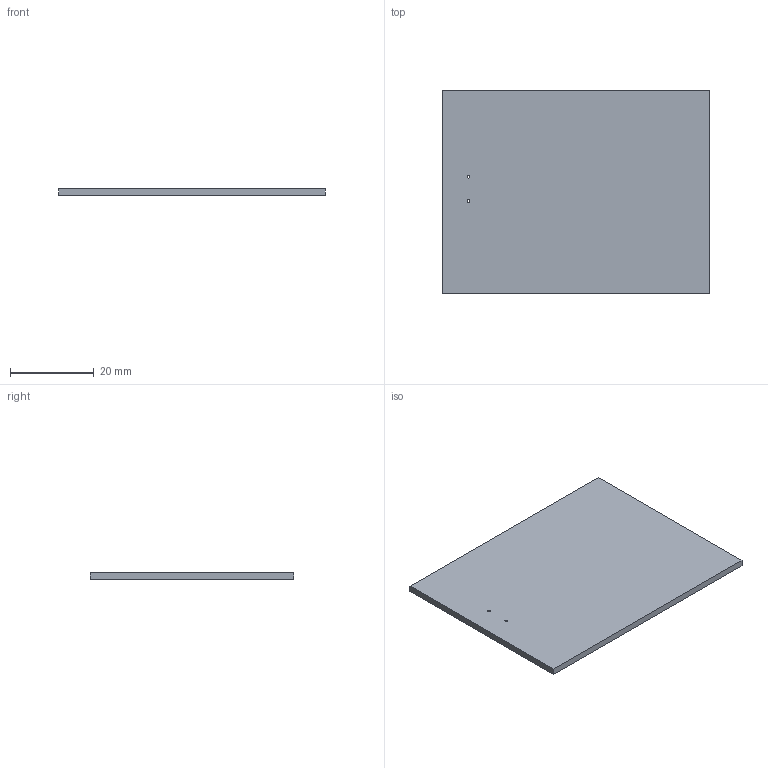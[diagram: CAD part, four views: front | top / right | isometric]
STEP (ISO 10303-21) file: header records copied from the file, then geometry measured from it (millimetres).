
FILE_DESCRIPTION(('KiCad electronic assembly'),'2;1');
FILE_NAME('playpen-hw.step','2024-08-11T17:40:54',('Pcbnew'),('Kicad'), 'Open CASCADE STEP processor 7.8','KiCad to STEP converter','Unknown' );
FILE_SCHEMA(('AUTOMOTIVE_DESIGN { 1 0 10303 214 1 1 1 1 }'));
Length unit declared in the file: millimetre
Products named in the file (2): playpen-hw 1; playpen-hw_PCB
Assembly tree (1 placements, depth 2):
  playpen-hw 1
    playpen-hw_PCB
Bounding box: 63.5 x 48.5 x 1.6 mm (x, y, z)
Volume: 4926.5 mm3; surface area: 6523.1 mm2
Topology: 1 solids, 1 shells, 8 faces, 18 edges, 12 vertices
Faces by surface type: plane 6, cylinder 2
Full cylindrical faces by diameter (mm): 0.65 x2
Entity records: 271 total; most frequent: DIRECTION 42, CARTESIAN_POINT 40, ORIENTED_EDGE 36, EDGE_CURVE 18, AXIS2_PLACEMENT_3D 14, LINE 14, VECTOR 14, FACE_BOUND 12
